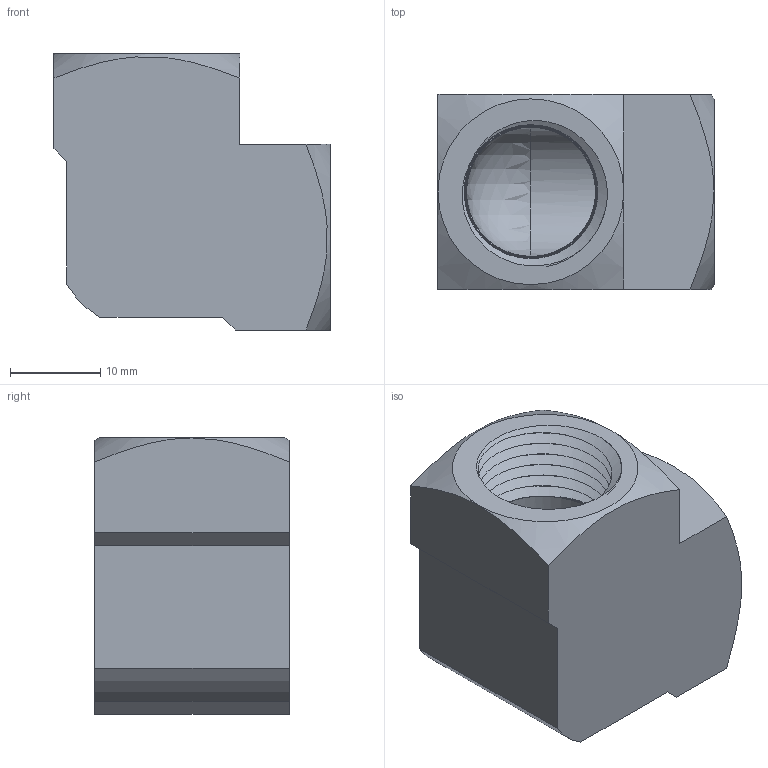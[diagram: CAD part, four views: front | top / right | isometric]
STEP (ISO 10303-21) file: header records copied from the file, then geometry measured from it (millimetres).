
FILE_DESCRIPTION(/* description */ (''),/* implementation_level */ '2;1');
FILE_NAME(/* name */ '100-N3.stp',/* time_stamp */ '2024-01-23T09:44:40-05:00',/* author */ ('esanner'),/* organization */ (''),/* preprocessor_version */ 'ST-DEVELOPER v19',/* originating_system */ 'AutoCAD Mechanical',/* authorisation */ '');
FILE_SCHEMA (('AUTOMOTIVE_DESIGN { 1 0 10303 214 3 1 1 }'));
Length unit declared in the file: millimetre
Products named in the file (2): Product; 100-N3
Assembly tree (1 placements, depth 2):
  Product
    100-N3
Bounding box: 30.66 x 21.64 x 30.66 mm (x, y, z)
Volume: 9541.8 mm3; surface area: 6297.1 mm2
Topology: 1 solids, 1 shells, 58 faces, 166 edges, 108 vertices
Faces by surface type: cone 30, plane 16, cylinder 7, bspline 4, sphere 1
Entity records: 9410 total; most frequent: CARTESIAN_POINT 8037, ORIENTED_EDGE 328, DIRECTION 211, EDGE_CURVE 164, VERTEX_POINT 108, AXIS2_PLACEMENT_3D 76, B_SPLINE_CURVE_WITH_KNOTS 74, EDGE_LOOP 60
